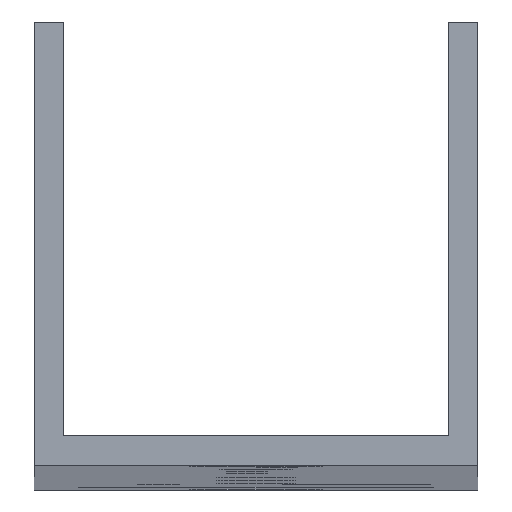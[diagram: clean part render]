
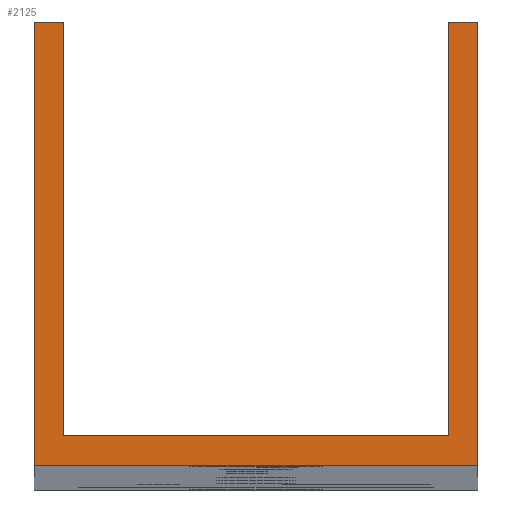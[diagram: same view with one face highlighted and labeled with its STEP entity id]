
A CAD part, top view. The second image highlights one B-rep face of the part: STEP entity #2125.
In plain terms, the highlighted planar face has unit normal (0, 0, 1).
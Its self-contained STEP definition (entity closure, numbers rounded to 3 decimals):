
#6 = DIRECTION ( 'NONE',  ( 1., 0., 0. ) ) ;
#26 = EDGE_CURVE ( 'NONE', #1714, #505, #1957, .T. ) ;
#91 = VECTOR ( 'NONE', #6, 1000. ) ;
#103 = DIRECTION ( 'NONE',  ( 0., 1., 0. ) ) ;
#140 = PLANE ( 'NONE',  #1858 ) ;
#147 = VERTEX_POINT ( 'NONE', #2016 ) ;
#156 = VECTOR ( 'NONE', #1719, 1000. ) ;
#213 = VERTEX_POINT ( 'NONE', #322 ) ;
#260 = EDGE_CURVE ( 'NONE', #147, #1942, #1223, .T. ) ;
#322 = CARTESIAN_POINT ( 'NONE',  ( 6.087, 15., 480. ) ) ;
#325 = VERTEX_POINT ( 'NONE', #1954 ) ;
#361 = DIRECTION ( 'NONE',  ( 0., 0., -1. ) ) ;
#399 = ORIENTED_EDGE ( 'NONE', *, *, #1168, .T. ) ;
#432 = DIRECTION ( 'NONE',  ( 0., -1., 0. ) ) ;
#479 = EDGE_CURVE ( 'NONE', #505, #2102, #1480, .T. ) ;
#505 = VERTEX_POINT ( 'NONE', #1660 ) ;
#588 = DIRECTION ( 'NONE',  ( -1., 0., 0. ) ) ;
#676 = ORIENTED_EDGE ( 'NONE', *, *, #687, .T. ) ;
#680 = CARTESIAN_POINT ( 'NONE',  ( -7.913, 0., 480. ) ) ;
#687 = EDGE_CURVE ( 'NONE', #325, #213, #1379, .T. ) ;
#694 = DIRECTION ( 'NONE',  ( -1., 0., 0. ) ) ;
#704 = VECTOR ( 'NONE', #1773, 1000. ) ;
#719 = ORIENTED_EDGE ( 'NONE', *, *, #808, .T. ) ;
#746 = EDGE_LOOP ( 'NONE', ( #1254, #1086, #719, #676, #399, #1462, #2203, #1549 ) ) ;
#808 = EDGE_CURVE ( 'NONE', #1511, #325, #1423, .T. ) ;
#828 = CARTESIAN_POINT ( 'NONE',  ( 0., 0., 480. ) ) ;
#871 = LINE ( 'NONE', #905, #704 ) ;
#905 = CARTESIAN_POINT ( 'NONE',  ( 6.087, 1., 480. ) ) ;
#907 = DIRECTION ( 'NONE',  ( 0., 1., 0. ) ) ;
#927 = CARTESIAN_POINT ( 'NONE',  ( 7.087, 0., 480. ) ) ;
#969 = CARTESIAN_POINT ( 'NONE',  ( -7.913, 0., 480. ) ) ;
#970 = LINE ( 'NONE', #1651, #1968 ) ;
#1017 = DIRECTION ( 'NONE',  ( -1., 0., 0. ) ) ;
#1027 = CARTESIAN_POINT ( 'NONE',  ( 6.087, 15., 480. ) ) ;
#1086 = ORIENTED_EDGE ( 'NONE', *, *, #1640, .T. ) ;
#1168 = EDGE_CURVE ( 'NONE', #213, #147, #871, .T. ) ;
#1188 = CARTESIAN_POINT ( 'NONE',  ( -6.913, 1., 480. ) ) ;
#1223 = LINE ( 'NONE', #1188, #1887 ) ;
#1254 = ORIENTED_EDGE ( 'NONE', *, *, #479, .T. ) ;
#1379 = LINE ( 'NONE', #1027, #156 ) ;
#1422 = VECTOR ( 'NONE', #432, 1000. ) ;
#1423 = LINE ( 'NONE', #1592, #1568 ) ;
#1462 = ORIENTED_EDGE ( 'NONE', *, *, #260, .T. ) ;
#1480 = LINE ( 'NONE', #969, #1422 ) ;
#1511 = VERTEX_POINT ( 'NONE', #927 ) ;
#1519 = FACE_OUTER_BOUND ( 'NONE', #746, .T. ) ;
#1549 = ORIENTED_EDGE ( 'NONE', *, *, #26, .T. ) ;
#1568 = VECTOR ( 'NONE', #907, 1000. ) ;
#1585 = EDGE_CURVE ( 'NONE', #1942, #1714, #970, .T. ) ;
#1592 = CARTESIAN_POINT ( 'NONE',  ( 7.087, 0., 480. ) ) ;
#1640 = EDGE_CURVE ( 'NONE', #2102, #1511, #1705, .T. ) ;
#1651 = CARTESIAN_POINT ( 'NONE',  ( -6.913, 1., 480. ) ) ;
#1660 = CARTESIAN_POINT ( 'NONE',  ( -7.913, 15., 480. ) ) ;
#1705 = LINE ( 'NONE', #680, #91 ) ;
#1714 = VERTEX_POINT ( 'NONE', #1851 ) ;
#1719 = DIRECTION ( 'NONE',  ( -1., 0., 0. ) ) ;
#1773 = DIRECTION ( 'NONE',  ( 0., -1., 0. ) ) ;
#1851 = CARTESIAN_POINT ( 'NONE',  ( -6.913, 15., 480. ) ) ;
#1858 = AXIS2_PLACEMENT_3D ( 'NONE', #828, #361, #694 ) ;
#1869 = CARTESIAN_POINT ( 'NONE',  ( -7.913, 0., 480. ) ) ;
#1884 = VECTOR ( 'NONE', #588, 1000. ) ;
#1887 = VECTOR ( 'NONE', #1017, 1000. ) ;
#1942 = VERTEX_POINT ( 'NONE', #2200 ) ;
#1954 = CARTESIAN_POINT ( 'NONE',  ( 7.087, 15., 480. ) ) ;
#1957 = LINE ( 'NONE', #2138, #1884 ) ;
#1968 = VECTOR ( 'NONE', #103, 1000. ) ;
#2016 = CARTESIAN_POINT ( 'NONE',  ( 6.087, 1., 480. ) ) ;
#2102 = VERTEX_POINT ( 'NONE', #1869 ) ;
#2125 = ADVANCED_FACE ( 'NONE', ( #1519 ), #140, .F. ) ;
#2138 = CARTESIAN_POINT ( 'NONE',  ( -7.913, 15., 480. ) ) ;
#2200 = CARTESIAN_POINT ( 'NONE',  ( -6.913, 1., 480. ) ) ;
#2203 = ORIENTED_EDGE ( 'NONE', *, *, #1585, .T. ) ;
